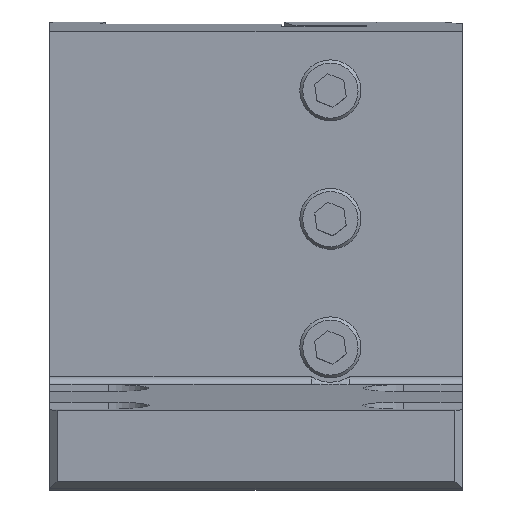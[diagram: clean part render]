
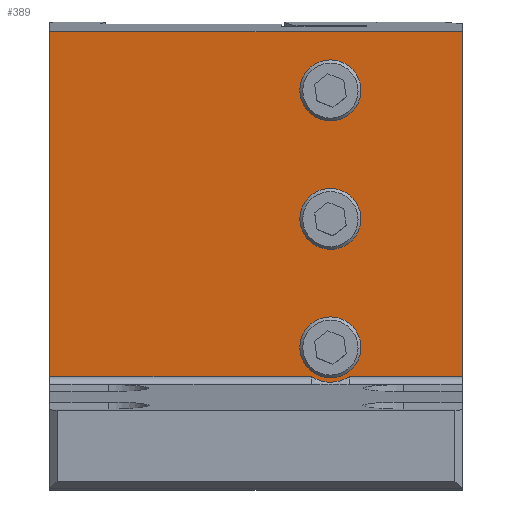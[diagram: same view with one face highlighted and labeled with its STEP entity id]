
A CAD part, left-side view. The second image highlights one B-rep face of the part: STEP entity #389.
In plain terms, the highlighted planar face has unit normal (-0.996, 0, -0.087).
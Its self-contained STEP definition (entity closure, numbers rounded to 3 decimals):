
#60=FACE_BOUND('',#1250,.T.);
#61=FACE_BOUND('',#1251,.T.);
#62=FACE_BOUND('',#1252,.T.);
#63=FACE_BOUND('',#1253,.T.);
#99=B_SPLINE_CURVE_WITH_KNOTS('',3,(#9368,#9369,#9370,#9371,#9372,#9373,
#9374,#9375,#9376,#9377,#9378,#9379,#9380,#9381,#9382,#9383,#9384,#9385,
#9386,#9387),.UNSPECIFIED.,.F.,.F.,(4,2,2,2,2,2,2,2,2,4),(0.,0.125,
0.25,0.5,0.625,0.75,
0.781,0.812,0.875,1.),.UNSPECIFIED.);
#223=CIRCLE('',#6298,4.15);
#224=CIRCLE('',#6299,4.15);
#225=CIRCLE('',#6300,4.15);
#389=ADVANCED_FACE('',(#60,#61,#62,#63),#690,.F.);
#690=PLANE('',#6301);
#1250=EDGE_LOOP('',(#2239));
#1251=EDGE_LOOP('',(#2240));
#1252=EDGE_LOOP('',(#2241));
#1253=EDGE_LOOP('',(#2242,#2243,#2244,#2245,#2246,#2247));
#2239=ORIENTED_EDGE('',*,*,#4375,.T.);
#2240=ORIENTED_EDGE('',*,*,#4376,.T.);
#2241=ORIENTED_EDGE('',*,*,#4377,.T.);
#2242=ORIENTED_EDGE('',*,*,#4310,.T.);
#2243=ORIENTED_EDGE('',*,*,#4378,.T.);
#2244=ORIENTED_EDGE('',*,*,#4379,.F.);
#2245=ORIENTED_EDGE('',*,*,#4380,.T.);
#2246=ORIENTED_EDGE('',*,*,#4276,.F.);
#2247=ORIENTED_EDGE('',*,*,#4284,.T.);
#3575=VERTEX_POINT('',#9181);
#3576=VERTEX_POINT('',#9183);
#3582=VERTEX_POINT('',#9197);
#3604=VERTEX_POINT('',#9248);
#3643=VERTEX_POINT('',#9361);
#3644=VERTEX_POINT('',#9363);
#3645=VERTEX_POINT('',#9365);
#3646=VERTEX_POINT('',#9367);
#3647=VERTEX_POINT('',#9388);
#4276=EDGE_CURVE('',#3575,#3576,#5059,.T.);
#4284=EDGE_CURVE('',#3575,#3582,#5066,.T.);
#4310=EDGE_CURVE('',#3582,#3604,#5090,.T.);
#4375=EDGE_CURVE('',#3643,#3643,#223,.T.);
#4376=EDGE_CURVE('',#3644,#3644,#224,.T.);
#4377=EDGE_CURVE('',#3645,#3645,#225,.T.);
#4378=EDGE_CURVE('',#3604,#3646,#5149,.T.);
#4379=EDGE_CURVE('',#3647,#3646,#99,.T.);
#4380=EDGE_CURVE('',#3647,#3576,#5150,.T.);
#5059=LINE('',#9182,#5774);
#5066=LINE('',#9198,#5781);
#5090=LINE('',#9249,#5805);
#5149=LINE('',#9366,#5864);
#5150=LINE('',#9389,#5865);
#5774=VECTOR('',#7379,1.);
#5781=VECTOR('',#7390,1.);
#5805=VECTOR('',#7424,1.);
#5864=VECTOR('',#7505,1.);
#5865=VECTOR('',#7506,1.);
#6298=AXIS2_PLACEMENT_3D('',#9360,#7499,#7500);
#6299=AXIS2_PLACEMENT_3D('',#9362,#7501,#7502);
#6300=AXIS2_PLACEMENT_3D('',#9364,#7503,#7504);
#6301=AXIS2_PLACEMENT_3D('',#9390,#7507,#7508);
#7379=DIRECTION('',(0.087,0.,-0.996));
#7390=DIRECTION('',(0.,1.,0.));
#7424=DIRECTION('',(0.087,0.,-0.996));
#7499=DIRECTION('',(0.996,0.,0.087));
#7500=DIRECTION('',(-0.087,0.,0.996));
#7501=DIRECTION('',(0.996,0.,0.087));
#7502=DIRECTION('',(-0.087,0.,0.996));
#7503=DIRECTION('',(0.996,0.,0.087));
#7504=DIRECTION('',(-0.087,0.,0.996));
#7505=DIRECTION('',(0.,-1.,0.));
#7506=DIRECTION('',(0.,-1.,0.));
#7507=DIRECTION('',(0.996,0.,0.087));
#7508=DIRECTION('',(0.,1.,0.));
#9181=CARTESIAN_POINT('',(-11.443,-29.,57.518));
#9182=CARTESIAN_POINT('',(-12.489,-29.,69.472));
#9183=CARTESIAN_POINT('',(-7.347,-29.,10.697));
#9197=CARTESIAN_POINT('',(-11.443,27.,57.518));
#9198=CARTESIAN_POINT('',(-11.443,27.,57.518));
#9248=CARTESIAN_POINT('',(-7.347,27.,10.697));
#9249=CARTESIAN_POINT('',(-8.872,27.,28.13));
#9360=CARTESIAN_POINT('',(-7.695,-11.095,14.681));
#9361=CARTESIAN_POINT('',(-8.057,-11.095,18.815));
#9362=CARTESIAN_POINT('',(-9.22,-11.095,32.115));
#9363=CARTESIAN_POINT('',(-9.582,-11.095,36.249));
#9364=CARTESIAN_POINT('',(-10.746,-11.095,49.548));
#9365=CARTESIAN_POINT('',(-11.107,-11.095,53.682));
#9366=CARTESIAN_POINT('',(-7.347,-29.,10.697));
#9367=CARTESIAN_POINT('',(-7.347,-8.538,10.697));
#9368=CARTESIAN_POINT('',(-7.347,-13.662,10.697));
#9369=CARTESIAN_POINT('',(-7.331,-13.389,10.523));
#9370=CARTESIAN_POINT('',(-7.32,-13.123,10.394));
#9371=CARTESIAN_POINT('',(-7.305,-12.713,10.225));
#9372=CARTESIAN_POINT('',(-7.302,-12.612,10.192));
#9373=CARTESIAN_POINT('',(-7.289,-12.08,10.037));
#9374=CARTESIAN_POINT('',(-7.281,-11.448,9.943));
#9375=CARTESIAN_POINT('',(-7.282,-10.808,9.954));
#9376=CARTESIAN_POINT('',(-7.283,-10.645,9.966));
#9377=CARTESIAN_POINT('',(-7.289,-10.187,10.032));
#9378=CARTESIAN_POINT('',(-7.293,-9.965,10.081));
#9379=CARTESIAN_POINT('',(-7.3,-9.704,10.158));
#9380=CARTESIAN_POINT('',(-7.301,-9.653,10.174));
#9381=CARTESIAN_POINT('',(-7.304,-9.552,10.207));
#9382=CARTESIAN_POINT('',(-7.303,-9.577,10.199));
#9383=CARTESIAN_POINT('',(-7.304,-9.532,10.214));
#9384=CARTESIAN_POINT('',(-7.306,-9.469,10.236));
#9385=CARTESIAN_POINT('',(-7.316,-9.188,10.345));
#9386=CARTESIAN_POINT('',(-7.328,-8.875,10.481));
#9387=CARTESIAN_POINT('',(-7.347,-8.538,10.697));
#9388=CARTESIAN_POINT('',(-7.347,-13.662,10.697));
#9389=CARTESIAN_POINT('',(-7.347,-29.,10.697));
#9390=CARTESIAN_POINT('',(-7.259,-29.,9.7));
